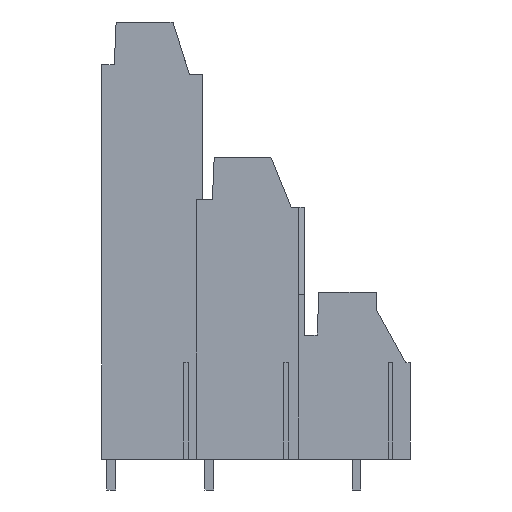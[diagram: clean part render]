
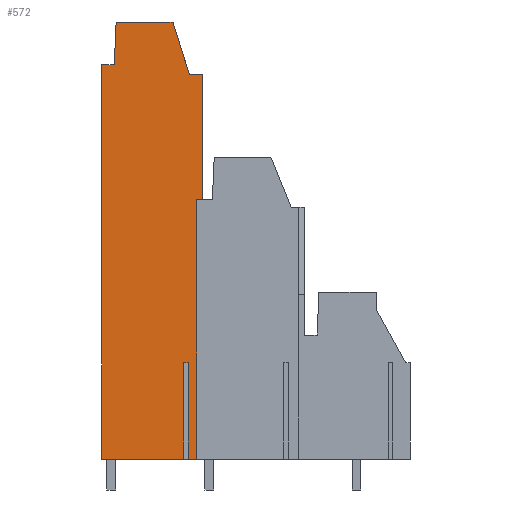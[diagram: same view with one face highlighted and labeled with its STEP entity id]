
A CAD part, left-side view. The second image highlights one B-rep face of the part: STEP entity #572.
In plain terms, the highlighted planar face has unit normal (-1, 0, 0).
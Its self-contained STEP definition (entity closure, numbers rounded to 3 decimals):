
#479=AXIS2_PLACEMENT_3D('Plane Axis2P3D',#476,#477,#478) ;
#107=CARTESIAN_POINT('Vertex',(2.54,24.592,48.47)) ;
#123=CARTESIAN_POINT('Vertex',(2.54,30.488,48.47)) ;
#126=CARTESIAN_POINT('Line Origine',(2.54,41.393,48.47)) ;
#251=CARTESIAN_POINT('Line Origine',(2.54,23.745,45.735)) ;
#255=CARTESIAN_POINT('Vertex',(2.54,22.898,43.)) ;
#450=CARTESIAN_POINT('Line Origine',(2.54,30.584,46.26)) ;
#454=CARTESIAN_POINT('Vertex',(2.54,30.681,44.05)) ;
#476=CARTESIAN_POINT('Axis2P3D Location',(2.54,21.84,31.2)) ;
#481=CARTESIAN_POINT('Line Origine',(2.54,21.811,30.05)) ;
#485=CARTESIAN_POINT('Vertex',(2.54,21.49,30.05)) ;
#487=CARTESIAN_POINT('Vertex',(2.54,22.131,30.05)) ;
#490=CARTESIAN_POINT('Line Origine',(2.54,21.49,36.525)) ;
#494=CARTESIAN_POINT('Vertex',(2.54,21.49,43.)) ;
#497=CARTESIAN_POINT('Line Origine',(2.54,22.194,43.)) ;
#502=CARTESIAN_POINT('Line Origine',(2.54,31.34,44.05)) ;
#506=CARTESIAN_POINT('Vertex',(2.54,32.,44.05)) ;
#509=CARTESIAN_POINT('Line Origine',(2.54,32.,23.625)) ;
#513=CARTESIAN_POINT('Vertex',(2.54,32.,3.2)) ;
#516=CARTESIAN_POINT('Line Origine',(2.54,27.738,3.2)) ;
#520=CARTESIAN_POINT('Vertex',(2.54,23.475,3.2)) ;
#523=CARTESIAN_POINT('Line Origine',(2.54,23.475,8.2)) ;
#527=CARTESIAN_POINT('Vertex',(2.54,23.475,13.2)) ;
#530=CARTESIAN_POINT('Line Origine',(2.54,23.25,13.2)) ;
#534=CARTESIAN_POINT('Vertex',(2.54,23.025,13.2)) ;
#537=CARTESIAN_POINT('Line Origine',(2.54,23.025,8.2)) ;
#541=CARTESIAN_POINT('Vertex',(2.54,23.025,3.2)) ;
#544=CARTESIAN_POINT('Line Origine',(2.54,22.578,3.2)) ;
#548=CARTESIAN_POINT('Vertex',(2.54,22.131,3.2)) ;
#551=CARTESIAN_POINT('Line Origine',(2.54,22.131,16.625)) ;
#127=DIRECTION('Vector Direction',(0.,1.,0.)) ;
#252=DIRECTION('Vector Direction',(0.,-0.296,-0.955)) ;
#451=DIRECTION('Vector Direction',(0.,0.044,-0.999)) ;
#477=DIRECTION('Axis2P3D Direction',(1.,0.,0.)) ;
#478=DIRECTION('Axis2P3D XDirection',(0.,1.,0.)) ;
#482=DIRECTION('Vector Direction',(0.,1.,0.)) ;
#491=DIRECTION('Vector Direction',(0.,0.,1.)) ;
#498=DIRECTION('Vector Direction',(0.,-1.,0.)) ;
#503=DIRECTION('Vector Direction',(0.,-1.,0.)) ;
#510=DIRECTION('Vector Direction',(0.,0.,1.)) ;
#517=DIRECTION('Vector Direction',(0.,1.,0.)) ;
#524=DIRECTION('Vector Direction',(0.,0.,1.)) ;
#531=DIRECTION('Vector Direction',(0.,-1.,0.)) ;
#538=DIRECTION('Vector Direction',(0.,0.,1.)) ;
#545=DIRECTION('Vector Direction',(0.,1.,0.)) ;
#552=DIRECTION('Vector Direction',(0.,0.,-1.)) ;
#128=VECTOR('Line Direction',#127,1.) ;
#253=VECTOR('Line Direction',#252,1.) ;
#452=VECTOR('Line Direction',#451,1.) ;
#483=VECTOR('Line Direction',#482,1.) ;
#492=VECTOR('Line Direction',#491,1.) ;
#499=VECTOR('Line Direction',#498,1.) ;
#504=VECTOR('Line Direction',#503,1.) ;
#511=VECTOR('Line Direction',#510,1.) ;
#518=VECTOR('Line Direction',#517,1.) ;
#525=VECTOR('Line Direction',#524,1.) ;
#532=VECTOR('Line Direction',#531,1.) ;
#539=VECTOR('Line Direction',#538,1.) ;
#546=VECTOR('Line Direction',#545,1.) ;
#553=VECTOR('Line Direction',#552,1.) ;
#557=ORIENTED_EDGE('',*,*,#489,.F.) ;
#558=ORIENTED_EDGE('',*,*,#496,.T.) ;
#559=ORIENTED_EDGE('',*,*,#501,.F.) ;
#560=ORIENTED_EDGE('',*,*,#257,.F.) ;
#561=ORIENTED_EDGE('',*,*,#130,.T.) ;
#562=ORIENTED_EDGE('',*,*,#456,.F.) ;
#563=ORIENTED_EDGE('',*,*,#508,.F.) ;
#564=ORIENTED_EDGE('',*,*,#515,.F.) ;
#565=ORIENTED_EDGE('',*,*,#522,.F.) ;
#566=ORIENTED_EDGE('',*,*,#529,.T.) ;
#567=ORIENTED_EDGE('',*,*,#536,.T.) ;
#568=ORIENTED_EDGE('',*,*,#543,.F.) ;
#569=ORIENTED_EDGE('',*,*,#550,.F.) ;
#570=ORIENTED_EDGE('',*,*,#555,.F.) ;
#572=ADVANCED_FACE('housing',(#571),#480,.F.) ;
#130=EDGE_CURVE('',#108,#124,#129,.T.) ;
#257=EDGE_CURVE('',#108,#256,#254,.T.) ;
#456=EDGE_CURVE('',#455,#124,#453,.F.) ;
#489=EDGE_CURVE('',#486,#488,#484,.T.) ;
#496=EDGE_CURVE('',#486,#495,#493,.T.) ;
#501=EDGE_CURVE('',#256,#495,#500,.T.) ;
#508=EDGE_CURVE('',#507,#455,#505,.T.) ;
#515=EDGE_CURVE('',#514,#507,#512,.T.) ;
#522=EDGE_CURVE('',#521,#514,#519,.T.) ;
#529=EDGE_CURVE('',#521,#528,#526,.T.) ;
#536=EDGE_CURVE('',#528,#535,#533,.T.) ;
#543=EDGE_CURVE('',#542,#535,#540,.T.) ;
#550=EDGE_CURVE('',#549,#542,#547,.T.) ;
#555=EDGE_CURVE('',#488,#549,#554,.T.) ;
#556=EDGE_LOOP('',(#557,#558,#559,#560,#561,#562,#563,#564,#565,#566,#567,#568,#569,#570)) ;
#571=FACE_OUTER_BOUND('',#556,.T.) ;
#129=LINE('Line',#126,#128) ;
#254=LINE('Line',#251,#253) ;
#453=LINE('Line',#450,#452) ;
#484=LINE('Line',#481,#483) ;
#493=LINE('Line',#490,#492) ;
#500=LINE('Line',#497,#499) ;
#505=LINE('Line',#502,#504) ;
#512=LINE('Line',#509,#511) ;
#519=LINE('Line',#516,#518) ;
#526=LINE('Line',#523,#525) ;
#533=LINE('Line',#530,#532) ;
#540=LINE('Line',#537,#539) ;
#547=LINE('Line',#544,#546) ;
#554=LINE('Line',#551,#553) ;
#480=PLANE('',#479) ;
#108=VERTEX_POINT('',#107) ;
#124=VERTEX_POINT('',#123) ;
#256=VERTEX_POINT('',#255) ;
#455=VERTEX_POINT('',#454) ;
#486=VERTEX_POINT('',#485) ;
#488=VERTEX_POINT('',#487) ;
#495=VERTEX_POINT('',#494) ;
#507=VERTEX_POINT('',#506) ;
#514=VERTEX_POINT('',#513) ;
#521=VERTEX_POINT('',#520) ;
#528=VERTEX_POINT('',#527) ;
#535=VERTEX_POINT('',#534) ;
#542=VERTEX_POINT('',#541) ;
#549=VERTEX_POINT('',#548) ;
